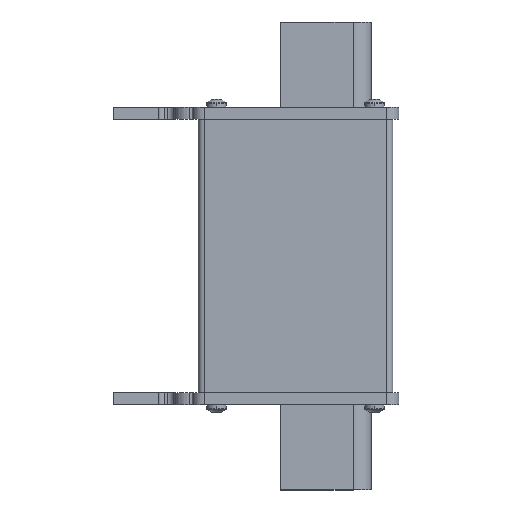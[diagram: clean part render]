
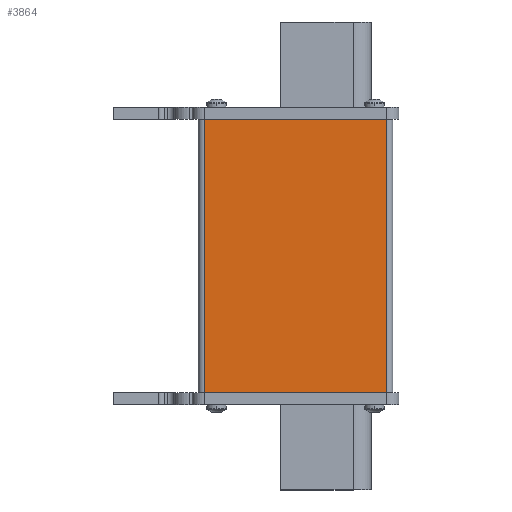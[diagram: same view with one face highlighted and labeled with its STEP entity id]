
A CAD part, top view. The second image highlights one B-rep face of the part: STEP entity #3864.
In plain terms, the highlighted planar face has unit normal (0, 0, 1).
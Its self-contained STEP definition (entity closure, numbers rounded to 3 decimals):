
#1 = FACE_OUTER_BOUND ( 'NONE', #1291, .T. ) ;
#30 = CARTESIAN_POINT ( 'NONE',  ( 16.5, 2., 9. ) ) ;
#151 = VECTOR ( 'NONE', #4873, 1000. ) ;
#319 = VERTEX_POINT ( 'NONE', #30 ) ;
#527 = AXIS2_PLACEMENT_3D ( 'NONE', #3401, #2041, #3889 ) ;
#678 = VECTOR ( 'NONE', #4605, 1000. ) ;
#739 = DIRECTION ( 'NONE',  ( 1., 0., 0. ) ) ;
#773 = DIRECTION ( 'NONE',  ( 1., 0., 0. ) ) ;
#803 = CARTESIAN_POINT ( 'NONE',  ( -13.5, 2., 9. ) ) ;
#832 = CARTESIAN_POINT ( 'NONE',  ( -13.5, 2., 9. ) ) ;
#1291 = EDGE_LOOP ( 'NONE', ( #2975, #2297, #1871, #3871 ) ) ;
#1673 = EDGE_CURVE ( 'NONE', #4517, #319, #2436, .T. ) ;
#1871 = ORIENTED_EDGE ( 'NONE', *, *, #1673, .T. ) ;
#1901 = LINE ( 'NONE', #5408, #151 ) ;
#2041 = DIRECTION ( 'NONE',  ( 0., 0., 1. ) ) ;
#2297 = ORIENTED_EDGE ( 'NONE', *, *, #3644, .F. ) ;
#2386 = EDGE_CURVE ( 'NONE', #319, #4733, #1901, .T. ) ;
#2434 = VERTEX_POINT ( 'NONE', #5792 ) ;
#2436 = LINE ( 'NONE', #803, #3650 ) ;
#2620 = CARTESIAN_POINT ( 'NONE',  ( 16.5, 47., 9. ) ) ;
#2975 = ORIENTED_EDGE ( 'NONE', *, *, #4752, .F. ) ;
#3401 = CARTESIAN_POINT ( 'NONE',  ( -13.5, 2., 9. ) ) ;
#3644 = EDGE_CURVE ( 'NONE', #4517, #2434, #4031, .T. ) ;
#3650 = VECTOR ( 'NONE', #739, 1000. ) ;
#3864 = ADVANCED_FACE ( 'NONE', ( #1 ), #5715, .T. ) ;
#3871 = ORIENTED_EDGE ( 'NONE', *, *, #2386, .T. ) ;
#3889 = DIRECTION ( 'NONE',  ( 1., 0., 0. ) ) ;
#4016 = CARTESIAN_POINT ( 'NONE',  ( -13.5, 47., 9. ) ) ;
#4031 = LINE ( 'NONE', #832, #678 ) ;
#4159 = VECTOR ( 'NONE', #773, 1000. ) ;
#4202 = CARTESIAN_POINT ( 'NONE',  ( -13.5, 2., 9. ) ) ;
#4226 = LINE ( 'NONE', #4016, #4159 ) ;
#4517 = VERTEX_POINT ( 'NONE', #4202 ) ;
#4605 = DIRECTION ( 'NONE',  ( 0., 1., 0. ) ) ;
#4733 = VERTEX_POINT ( 'NONE', #2620 ) ;
#4752 = EDGE_CURVE ( 'NONE', #2434, #4733, #4226, .T. ) ;
#4873 = DIRECTION ( 'NONE',  ( 0., 1., 0. ) ) ;
#5408 = CARTESIAN_POINT ( 'NONE',  ( 16.5, 2., 9. ) ) ;
#5715 = PLANE ( 'NONE',  #527 ) ;
#5792 = CARTESIAN_POINT ( 'NONE',  ( -13.5, 47., 9. ) ) ;
